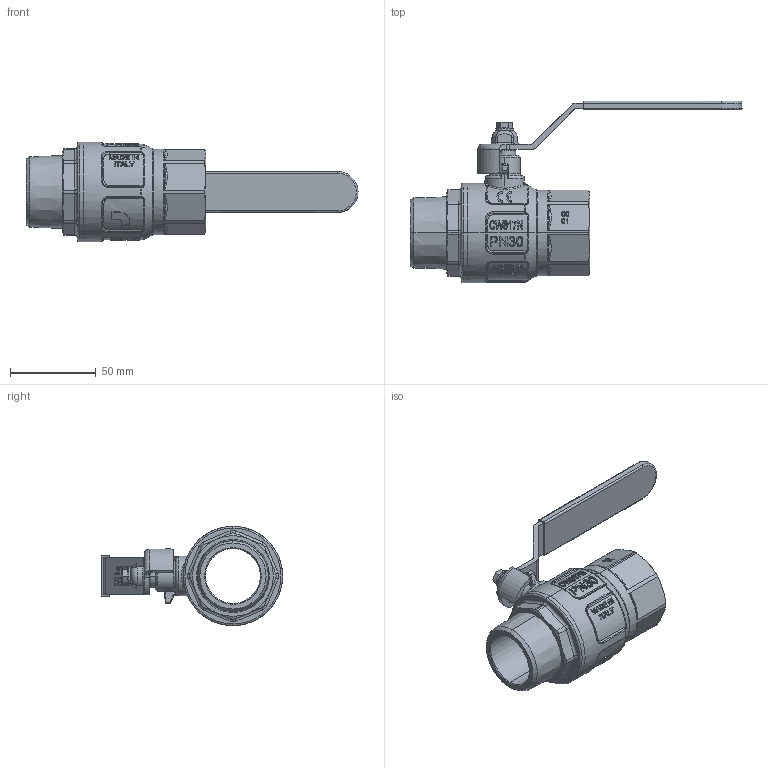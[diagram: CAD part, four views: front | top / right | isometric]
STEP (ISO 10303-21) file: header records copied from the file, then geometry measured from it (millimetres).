
FILE_DESCRIPTION (( 'STEP AP203' ), '1' );
FILE_NAME ('377B114.step', '2019-03-06T14:16:49', ( '' ), ( '' ), 'SwSTEP 2.0', 'SolidWorks 2018', '' );
FILE_SCHEMA (( 'CONFIG_CONTROL_DESIGN' ));
Length unit declared in the file: millimetre
Products named in the file (1): 377B114
Bounding box: 193.75 x 105.8 x 58 mm (x, y, z)
Surface area: 42744 mm2 (no closed solid volume)
Topology: 0 solids, 8 shells, 948 faces, 3113 edges, 2129 vertices
Faces by surface type: plane 348, bspline 304, cylinder 169, torus 64, cone 51, sphere 12
Entity records: 48930 total; most frequent: CARTESIAN_POINT 24695, ORIENTED_EDGE 5327, DIRECTION 4020, EDGE_CURVE 3101, VERTEX_POINT 2129, VECTOR 1418, LINE 1418, AXIS2_PLACEMENT_3D 1301
